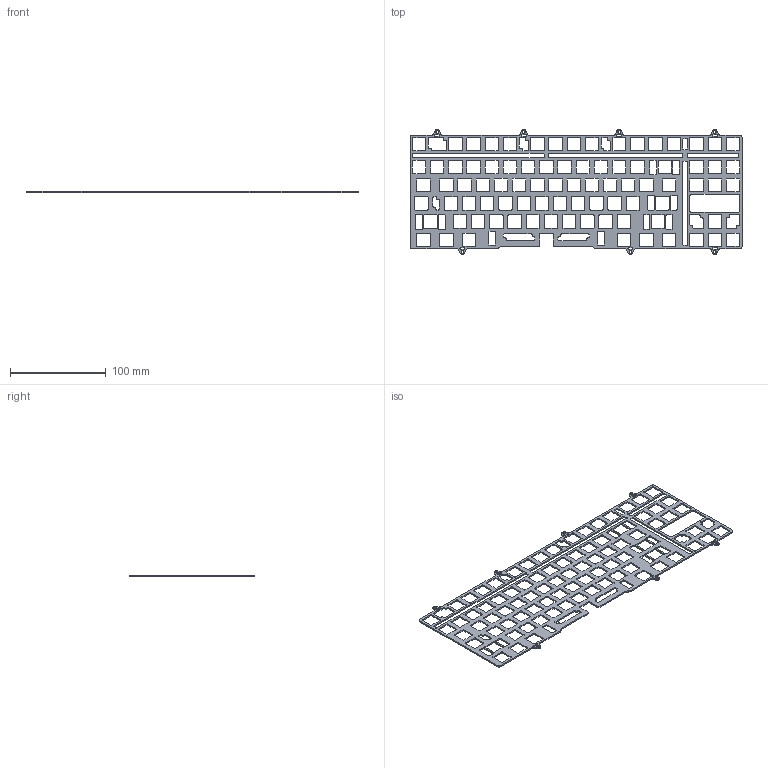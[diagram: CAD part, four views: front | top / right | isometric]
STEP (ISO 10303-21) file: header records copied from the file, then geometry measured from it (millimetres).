
FILE_DESCRIPTION(/* description */ ('','CAx-IF Rec.Pracs.---Representation and Presentation of Product Manufacturing Information (PMI)---4.0---2014-10-13'),/* implementation_level */ '2;1');
FILE_NAME(/* name */ 'Astra_plate_metal.step',/* time_stamp */ '2024-12-24T14:41:28+01:00',/* author */ (''),/* organization */ (''),/* preprocessor_version */ 'ST-DEVELOPER v20',/* originating_system */ 'Autodesk Translation Framework v13.20.0.188',/* authorisation */ '');
FILE_SCHEMA (('AP242_MANAGED_MODEL_BASED_3D_ENGINEERING_MIM_LF { 1 0 10303 442 1 1 4 }'));
Length unit declared in the file: millimetre
Products named in the file (2): Astra; PLATE
Assembly tree (1 placements, depth 2):
  Astra
    PLATE
Bounding box: 347.66 x 131.01 x 1.5 mm (x, y, z)
Volume: 28520.4 mm3; surface area: 49675.2 mm2
Topology: 1 solids, 1 shells, 1067 faces, 3195 edges, 2130 vertices
Faces by surface type: cylinder 536, plane 531
Full cylindrical faces by diameter (mm): 2.9 x7
Entity records: 36793 total; most frequent: DIRECTION 6407, CARTESIAN_POINT 6395, ORIENTED_EDGE 6390, EDGE_CURVE 3195, AXIS2_PLACEMENT_3D 2142, VERTEX_POINT 2130, LINE 2123, VECTOR 2123
